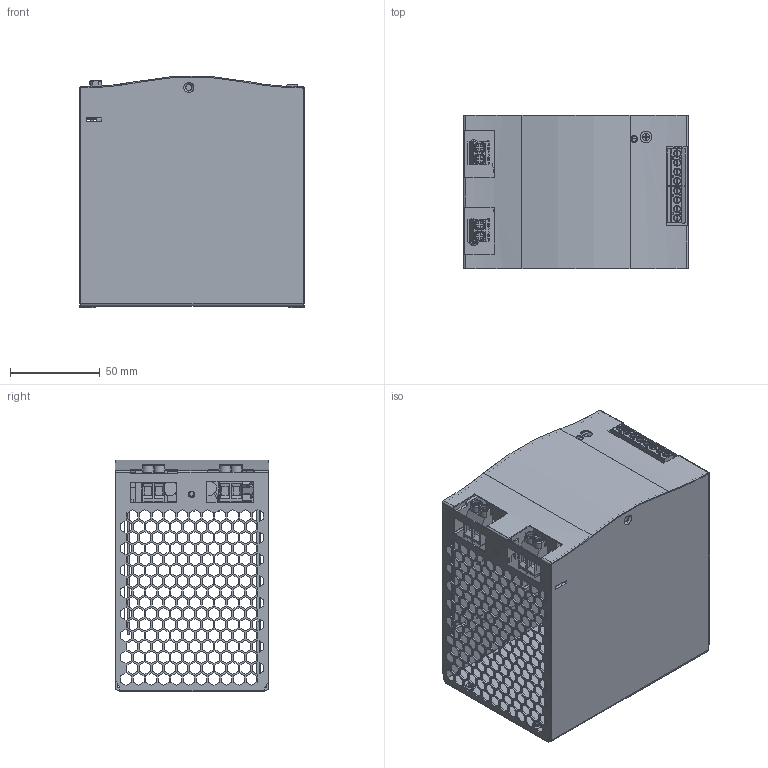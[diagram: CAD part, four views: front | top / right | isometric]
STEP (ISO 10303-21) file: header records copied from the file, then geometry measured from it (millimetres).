
FILE_DESCRIPTION(/* description */ (''),/* implementation_level */ '2;1');
FILE_NAME(/* name */ 'MLD240-V8.stp',/* time_stamp */ '2023-10-06T10:30:05+08:00',/* author */ (''),/* organization */ (''),/* preprocessor_version */ 'ST-DEVELOPER v19.3',/* originating_system */ 'SIEMENS PLM Software NX2212.3001',/* authorisation */ '');
FILE_SCHEMA (('AUTOMOTIVE_DESIGN { 1 0 10303 214 3 1 1 1 }'));
Products named in the file (375): SW3DPS-LEDD3GC_EXTRUDED; SW3DPS-LEDD3GC_EXTRUDED3; SW3DPS-LEDD3GC_355028048.ASM; SW3DPS-LEDD3GC_355257936.ASM; SW3DPS-LEDD3GC_355027936.ASM; SW3DPS-LEDD3GC_355255760.ASM; CYLINDER-5372; CYLINDER-6487; CYLINDER-6248; CYLINDER-6056; SPHERE-6002; SPHERE-5948; CYLINDER-5756; CYLINDER-5564; EXTRUDED; EXTRUDED-7358; CYLINDER-13216; CYLINDER-13408; SPHERE-13600; SPHERE-13654; CYLINDER-13708; CYLINDER-13900; CYLINDER-14092; CYLINDER-91965; CYLINDER-92157; SPHERE-92349; SPHERE-92403; CYLINDER-92457; CYLINDER-92649; CYLINDER-92841; _X2_88C5914D_X0_1_ASM_1_ASM.ASM1701250; _X2_88C5914D_X0_1_1_ASM_1_ASM.ASM1701670; _X2_88C5914D_X0_1_2_ASM_1_ASM.ASM1734590; 875623800.ASM; 877318608.ASM; 877318456.ASM; 877318304.ASM; 1BC1-Y-L140W040-P100; 699843552.ASM; 699843392.ASM ...
Assembly tree (635 placements, depth 10):
  MLD240-V8_stp
    PCB装配
      PCBA
        DDRH-240A_2_-R2X_step
          PCB.ASM4194870
            C16.ASM
              816678912.ASM
                CYLINDER-92841
              816678760.ASM
                CYLINDER-92649
              816678608.ASM
                CYLINDER-92457
              816678456.ASM
                SPHERE-92403
              816678304.ASM
                SPHERE-92349
              816678152.ASM
                CYLINDER-92157
              816678000.ASM
                CYLINDER-91965
            C18.ASM
              816678912.ASM
                CYLINDER-92841
              816678760.ASM
                CYLINDER-92649
              816678608.ASM
                CYLINDER-92457
              816678456.ASM
                SPHERE-92403
              816678304.ASM
                SPHERE-92349
              816678152.ASM
                CYLINDER-92157
              816678000.ASM
                CYLINDER-91965
            T3.ASM
              699846752.ASM  x8
              699846592.ASM
              699846432.ASM
              699846272.ASM
              816679064.ASM  x10
              877341360.ASM
              877341200.ASM
              877341040.ASM
            BD2.ASM
              USER_LIBRARY-KBJ-GSIB
            BD1.ASM
              USER_LIBRARY-KBJ-GSIB
            C9.ASM
              875620456.ASM
                CYLINDER-14092
              875620304.ASM
                CYLINDER-13900
              875620152.ASM
                CYLINDER-13708
              875620000.ASM
                SPHERE-13654
              875619848.ASM
                SPHERE-13600
              875619696.ASM
Bounding box: 125.2 x 85.5 x 128.86 mm (x, y, z)
Volume: 150926.3 mm3; surface area: 253806.7 mm2
Topology: 66 solids, 81 shells, 6141 faces, 17268 edges, 11200 vertices
Faces by surface type: plane 4666, cylinder 972, sphere 213, torus 176, cone 54, extrusion 46, bspline 14
Entity records: 200390 total; most frequent: CARTESIAN_POINT 34722, ORIENTED_EDGE 30902, DIRECTION 28928, EDGE_CURVE 15451, VECTOR 13196, LINE 13173, VERTEX_POINT 10207, AXIS2_PLACEMENT_3D 7866
